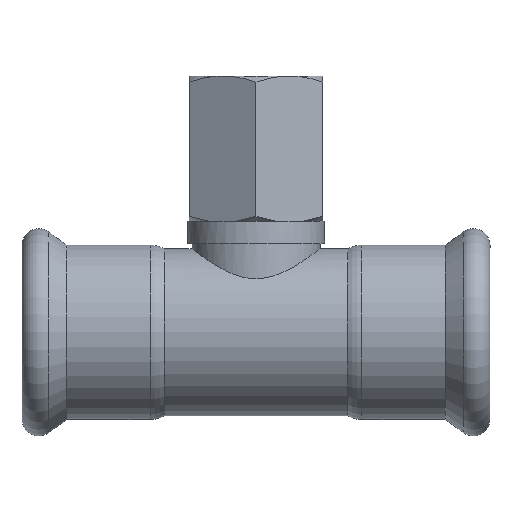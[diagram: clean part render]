
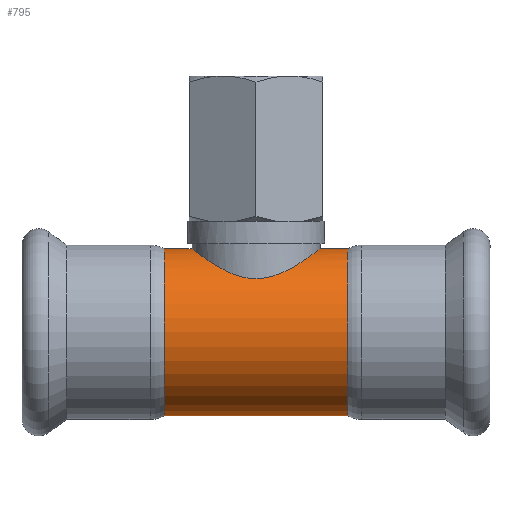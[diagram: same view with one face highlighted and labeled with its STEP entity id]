
A CAD part, front view. The second image highlights one B-rep face of the part: STEP entity #795.
In plain terms, the highlighted cylindrical face has radius 15 mm (diameter 30 mm), a full revolution.
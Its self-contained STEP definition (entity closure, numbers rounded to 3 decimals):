
#181=FACE_BOUND($,#278,.T.);
#182=FACE_BOUND($,#279,.T.);
#183=FACE_BOUND($,#280,.T.);
#222=B_SPLINE_CURVE_WITH_KNOTS($,3,(#1286,#1287,#1288,#1289,#1290,#1291,
#1292,#1293,#1294,#1295,#1296,#1297,#1298,#1299,#1300,#1301,#1302,#1303,
#1304,#1305,#1306,#1307,#1308,#1309,#1310,#1311,#1312,#1313,#1314,#1315,
#1316,#1317,#1318,#1319,#1320,#1321,#1322,#1323,#1324,#1325,#1326,#1327,
#1328,#1329,#1330,#1331,#1332,#1333,#1334,#1335),.UNSPECIFIED.,.T.,.F.,
(4,2,2,2,2,2,2,2,2,2,2,2,2,2,2,2,2,2,2,2,2,2,2,2,4),(0.,0.233,
0.466,0.932,1.386,1.614,1.841,
2.068,2.296,2.75,3.216,3.449,
3.682,3.915,4.148,4.614,5.068,
5.296,5.523,5.75,5.978,6.432,
6.898,7.131,7.364),.UNSPECIFIED.);
#278=EDGE_LOOP($,(#589));
#279=EDGE_LOOP($,(#590));
#280=EDGE_LOOP($,(#591));
#371=CIRCLE($,#864,15.);
#372=CIRCLE($,#865,15.);
#423=VERTEX_POINT($,#1285);
#424=VERTEX_POINT($,#1336);
#425=VERTEX_POINT($,#1338);
#492=EDGE_CURVE($,#423,#423,#222,.T.);
#493=EDGE_CURVE($,#424,#424,#371,.T.);
#494=EDGE_CURVE($,#425,#425,#372,.T.);
#589=ORIENTED_EDGE($,*,*,#492,.T.);
#590=ORIENTED_EDGE($,*,*,#493,.F.);
#591=ORIENTED_EDGE($,*,*,#494,.T.);
#782=CYLINDRICAL_SURFACE($,#863,15.);
#795=ADVANCED_FACE($,(#181,#182,#183),#782,.T.);
#863=AXIS2_PLACEMENT_3D($,#1284,#985,#986);
#864=AXIS2_PLACEMENT_3D($,#1337,#987,#988);
#865=AXIS2_PLACEMENT_3D($,#1339,#989,#990);
#985=DIRECTION('center_axis',(1.,0.,0.));
#986=DIRECTION('ref_axis',(0.,1.,0.));
#987=DIRECTION('center_axis',(1.,0.,0.));
#988=DIRECTION('ref_axis',(0.,1.,0.));
#989=DIRECTION('center_axis',(1.,0.,0.));
#990=DIRECTION('ref_axis',(0.,1.,0.));
#1284=CARTESIAN_POINT('Origin',(0.,0.,0.));
#1285=CARTESIAN_POINT('',(0.,11.5,9.631));
#1286=CARTESIAN_POINT('Ctrl Pts',(0.,11.5,9.631));
#1287=CARTESIAN_POINT('Ctrl Pts',(0.776,11.5,9.631));
#1288=CARTESIAN_POINT('Ctrl Pts',(1.553,11.421,9.727));
#1289=CARTESIAN_POINT('Ctrl Pts',(3.063,11.111,10.079));
#1290=CARTESIAN_POINT('Ctrl Pts',(3.797,10.882,10.333));
#1291=CARTESIAN_POINT('Ctrl Pts',(5.886,9.995,11.216));
#1292=CARTESIAN_POINT('Ctrl Pts',(7.133,9.131,11.96));
#1293=CARTESIAN_POINT('Ctrl Pts',(9.107,7.157,13.234));
#1294=CARTESIAN_POINT('Ctrl Pts',(9.985,5.908,13.867));
#1295=CARTESIAN_POINT('Ctrl Pts',(10.883,3.793,14.531));
#1296=CARTESIAN_POINT('Ctrl Pts',(11.116,3.049,14.707));
#1297=CARTESIAN_POINT('Ctrl Pts',(11.424,1.531,14.941));
#1298=CARTESIAN_POINT('Ctrl Pts',(11.5,0.758,15.));
#1299=CARTESIAN_POINT('Ctrl Pts',(11.5,-0.758,15.));
#1300=CARTESIAN_POINT('Ctrl Pts',(11.424,-1.531,14.941));
#1301=CARTESIAN_POINT('Ctrl Pts',(11.116,-3.049,14.707));
#1302=CARTESIAN_POINT('Ctrl Pts',(10.883,-3.793,14.531));
#1303=CARTESIAN_POINT('Ctrl Pts',(9.985,-5.908,13.867));
#1304=CARTESIAN_POINT('Ctrl Pts',(9.107,-7.157,13.234));
#1305=CARTESIAN_POINT('Ctrl Pts',(7.133,-9.131,11.96));
#1306=CARTESIAN_POINT('Ctrl Pts',(5.886,-9.995,11.216));
#1307=CARTESIAN_POINT('Ctrl Pts',(3.797,-10.882,10.333));
#1308=CARTESIAN_POINT('Ctrl Pts',(3.063,-11.111,10.079));
#1309=CARTESIAN_POINT('Ctrl Pts',(1.553,-11.421,9.727));
#1310=CARTESIAN_POINT('Ctrl Pts',(0.776,-11.5,9.631));
#1311=CARTESIAN_POINT('Ctrl Pts',(-0.776,-11.5,9.631));
#1312=CARTESIAN_POINT('Ctrl Pts',(-1.553,-11.421,9.727));
#1313=CARTESIAN_POINT('Ctrl Pts',(-3.063,-11.111,10.079));
#1314=CARTESIAN_POINT('Ctrl Pts',(-3.797,-10.882,10.333));
#1315=CARTESIAN_POINT('Ctrl Pts',(-5.886,-9.995,11.216));
#1316=CARTESIAN_POINT('Ctrl Pts',(-7.133,-9.131,11.96));
#1317=CARTESIAN_POINT('Ctrl Pts',(-9.107,-7.157,13.234));
#1318=CARTESIAN_POINT('Ctrl Pts',(-9.985,-5.908,13.867));
#1319=CARTESIAN_POINT('Ctrl Pts',(-10.883,-3.793,14.531));
#1320=CARTESIAN_POINT('Ctrl Pts',(-11.116,-3.049,14.707));
#1321=CARTESIAN_POINT('Ctrl Pts',(-11.424,-1.531,14.941));
#1322=CARTESIAN_POINT('Ctrl Pts',(-11.5,-0.758,15.));
#1323=CARTESIAN_POINT('Ctrl Pts',(-11.5,0.758,15.));
#1324=CARTESIAN_POINT('Ctrl Pts',(-11.424,1.531,14.941));
#1325=CARTESIAN_POINT('Ctrl Pts',(-11.116,3.049,14.707));
#1326=CARTESIAN_POINT('Ctrl Pts',(-10.883,3.793,14.531));
#1327=CARTESIAN_POINT('Ctrl Pts',(-9.985,5.908,13.867));
#1328=CARTESIAN_POINT('Ctrl Pts',(-9.107,7.157,13.234));
#1329=CARTESIAN_POINT('Ctrl Pts',(-7.133,9.131,11.96));
#1330=CARTESIAN_POINT('Ctrl Pts',(-5.886,9.995,11.216));
#1331=CARTESIAN_POINT('Ctrl Pts',(-3.797,10.882,10.333));
#1332=CARTESIAN_POINT('Ctrl Pts',(-3.063,11.111,10.079));
#1333=CARTESIAN_POINT('Ctrl Pts',(-1.553,11.421,9.727));
#1334=CARTESIAN_POINT('Ctrl Pts',(-0.776,11.5,9.631));
#1335=CARTESIAN_POINT('Ctrl Pts',(0.,11.5,9.631));
#1336=CARTESIAN_POINT('',(19.,15.,0.));
#1337=CARTESIAN_POINT('Origin',(19.,0.,0.));
#1338=CARTESIAN_POINT('',(-19.,15.,0.));
#1339=CARTESIAN_POINT('Origin',(-19.,0.,0.));
